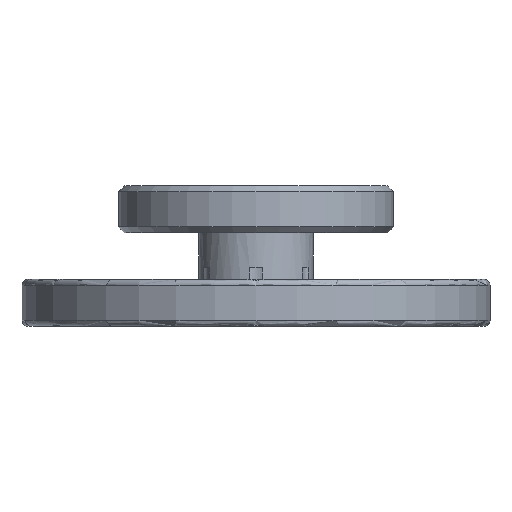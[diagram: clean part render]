
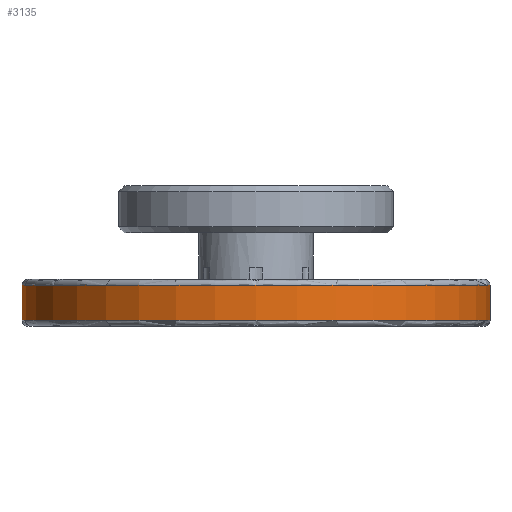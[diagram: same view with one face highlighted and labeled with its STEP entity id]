
A CAD part, front view. The second image highlights one B-rep face of the part: STEP entity #3135.
In plain terms, the highlighted cylindrical face has radius 40 mm (diameter 80 mm), a partial arc.
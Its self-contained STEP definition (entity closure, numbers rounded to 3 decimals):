
#478 = DIRECTION ( 'NONE',  ( 0., 0., 1. ) ) ;
#490 = CARTESIAN_POINT ( 'NONE',  ( 40., 0., -9. ) ) ;
#690 = ORIENTED_EDGE ( 'NONE', *, *, #3527, .F. ) ;
#728 = EDGE_LOOP ( 'NONE', ( #690, #1162, #3294, #2339 ) ) ;
#854 = VERTEX_POINT ( 'NONE', #490 ) ;
#862 = CIRCLE ( 'NONE', #3105, 40. ) ;
#1162 = ORIENTED_EDGE ( 'NONE', *, *, #2471, .T. ) ;
#1670 = DIRECTION ( 'NONE',  ( 1., 0., 0. ) ) ;
#1809 = CARTESIAN_POINT ( 'NONE',  ( 0., 0., -9. ) ) ;
#1928 = CARTESIAN_POINT ( 'NONE',  ( -40., 0., -16. ) ) ;
#1969 = CARTESIAN_POINT ( 'NONE',  ( 0., 0., -16. ) ) ;
#2025 = CARTESIAN_POINT ( 'NONE',  ( -40., 0., -9. ) ) ;
#2061 = AXIS2_PLACEMENT_3D ( 'NONE', #3167, #478, #3212 ) ;
#2091 = DIRECTION ( 'NONE',  ( -1., 0., 0. ) ) ;
#2126 = CARTESIAN_POINT ( 'NONE',  ( -40., 0., -15. ) ) ;
#2277 = EDGE_CURVE ( 'NONE', #854, #3690, #862, .T. ) ;
#2339 = ORIENTED_EDGE ( 'NONE', *, *, #2277, .T. ) ;
#2471 = EDGE_CURVE ( 'NONE', #2535, #3808, #2984, .T. ) ;
#2497 = LINE ( 'NONE', #1928, #3080 ) ;
#2535 = VERTEX_POINT ( 'NONE', #2126 ) ;
#2558 = CYLINDRICAL_SURFACE ( 'NONE', #2582, 40. ) ;
#2582 = AXIS2_PLACEMENT_3D ( 'NONE', #1969, #3481, #1670 ) ;
#2837 = LINE ( 'NONE', #3131, #3775 ) ;
#2984 = CIRCLE ( 'NONE', #2061, 40. ) ;
#3080 = VECTOR ( 'NONE', #3151, 1000. ) ;
#3105 = AXIS2_PLACEMENT_3D ( 'NONE', #1809, #3870, #2091 ) ;
#3131 = CARTESIAN_POINT ( 'NONE',  ( 40., 0., -16. ) ) ;
#3135 = ADVANCED_FACE ( 'NONE', ( #3155 ), #2558, .T. ) ;
#3151 = DIRECTION ( 'NONE',  ( 0., 0., 1. ) ) ;
#3155 = FACE_OUTER_BOUND ( 'NONE', #728, .T. ) ;
#3167 = CARTESIAN_POINT ( 'NONE',  ( 0., 0., -15. ) ) ;
#3212 = DIRECTION ( 'NONE',  ( -1., 0., 0. ) ) ;
#3294 = ORIENTED_EDGE ( 'NONE', *, *, #3449, .T. ) ;
#3436 = DIRECTION ( 'NONE',  ( 0., 0., 1. ) ) ;
#3449 = EDGE_CURVE ( 'NONE', #3808, #854, #2837, .T. ) ;
#3481 = DIRECTION ( 'NONE',  ( 0., 0., 1. ) ) ;
#3527 = EDGE_CURVE ( 'NONE', #2535, #3690, #2497, .T. ) ;
#3627 = CARTESIAN_POINT ( 'NONE',  ( 40., 0., -15. ) ) ;
#3690 = VERTEX_POINT ( 'NONE', #2025 ) ;
#3775 = VECTOR ( 'NONE', #3436, 1000. ) ;
#3808 = VERTEX_POINT ( 'NONE', #3627 ) ;
#3870 = DIRECTION ( 'NONE',  ( 0., 0., -1. ) ) ;
